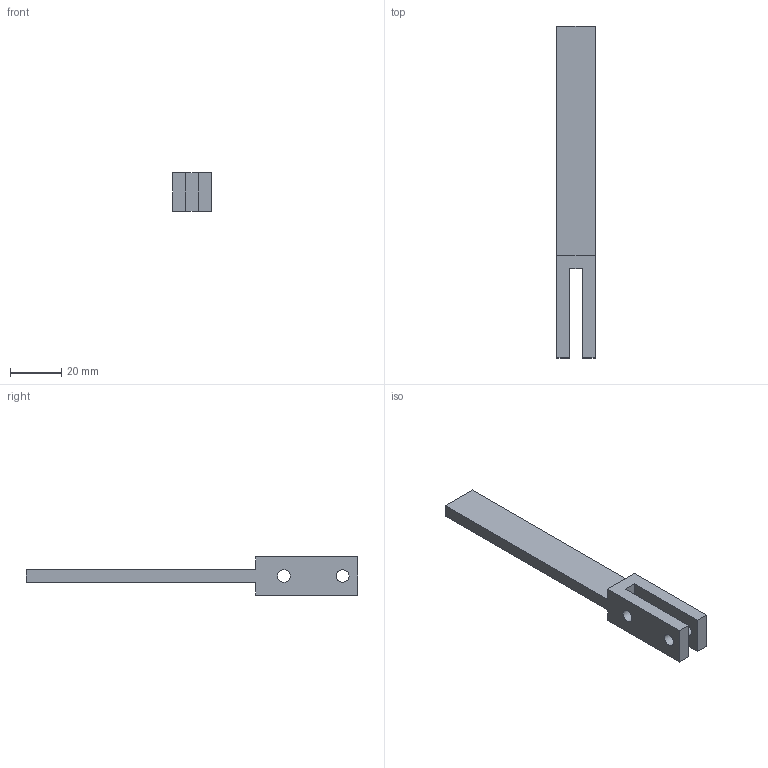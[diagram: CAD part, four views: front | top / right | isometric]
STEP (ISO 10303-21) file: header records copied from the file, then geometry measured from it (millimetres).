
FILE_DESCRIPTION( ( 'Unknown' ), '1' );
FILE_NAME( 'FocusingRing2.stp', 'Unknown', ( 'Unknown' ), ( 'Unknown' ), 'XStep 1.0', 'Unknown', ' ' );
FILE_SCHEMA( ( 'CONFIG_CONTROL_DESIGN' ) );
Length unit declared in the file: millimetre
Products named in the file (1): 1
Bounding box: 15 x 130 x 15 mm (x, y, z)
Volume: 12732.3 mm3; surface area: 7307.1 mm2
Topology: 1 solids, 1 shells, 18 faces, 52 edges, 36 vertices
Faces by surface type: plane 14, cylinder 4
Full cylindrical faces by diameter (mm): 5 x4
Entity records: 600 total; most frequent: CARTESIAN_POINT 95, DIRECTION 90, ORIENTED_EDGE 88, EDGE_CURVE 44, LINE 36, VECTOR 36, VERTEX_POINT 32, EDGE_LOOP 30
